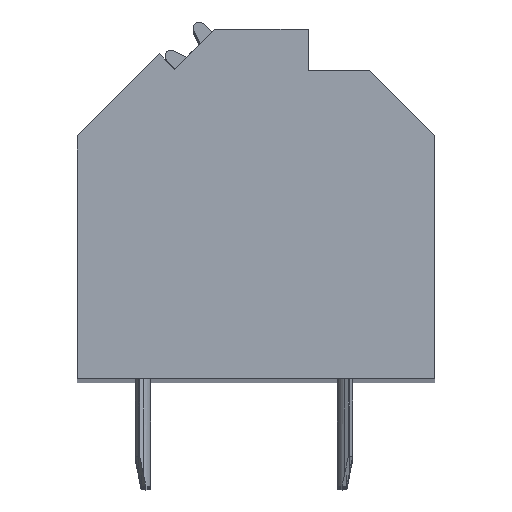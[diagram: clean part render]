
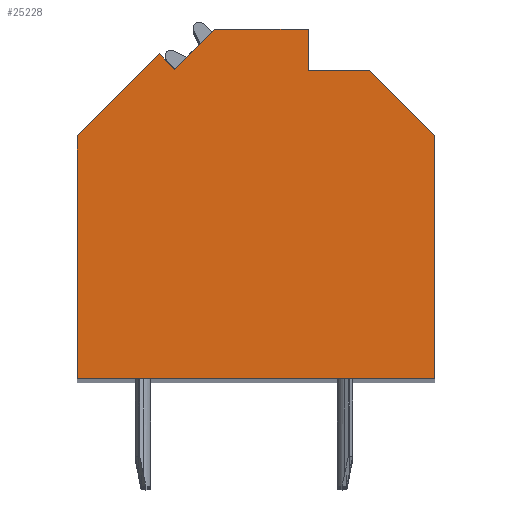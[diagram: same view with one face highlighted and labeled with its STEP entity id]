
A CAD part, top view. The second image highlights one B-rep face of the part: STEP entity #25228.
In plain terms, the highlighted planar face has unit normal (0, 0, 1).
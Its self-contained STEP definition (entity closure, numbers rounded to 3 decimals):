
#7857=DIRECTION('',(-0.707,-0.707,0.));
#7858=VECTOR('',#7857,1.897);
#7859=CARTESIAN_POINT('',(-1.39,5.718,75.795));
#7860=LINE('',#7859,#7858);
#7861=DIRECTION('',(-1.,0.,0.));
#7862=VECTOR('',#7861,3.14);
#7863=CARTESIAN_POINT('',(1.75,5.718,75.795));
#7864=LINE('',#7863,#7862);
#7865=DIRECTION('',(0.,1.,0.));
#7866=VECTOR('',#7865,1.368);
#7867=CARTESIAN_POINT('',(1.75,4.35,75.795));
#7868=LINE('',#7867,#7866);
#7869=DIRECTION('',(-1.,0.,0.));
#7870=VECTOR('',#7869,2.05);
#7871=CARTESIAN_POINT('',(3.8,4.35,75.795));
#7872=LINE('',#7871,#7870);
#7873=DIRECTION('',(-0.707,0.707,0.));
#7874=VECTOR('',#7873,3.111);
#7875=CARTESIAN_POINT('',(6.,2.15,75.795));
#7876=LINE('',#7875,#7874);
#7877=DIRECTION('',(0.,1.,0.));
#7878=VECTOR('',#7877,8.15);
#7879=CARTESIAN_POINT('',(6.,-6.,75.795));
#7880=LINE('',#7879,#7878);
#7881=DIRECTION('',(1.,0.,0.));
#7882=VECTOR('',#7881,12.);
#7883=CARTESIAN_POINT('',(-6.,-6.,75.795));
#7884=LINE('',#7883,#7882);
#7885=DIRECTION('',(0.,-1.,0.));
#7886=VECTOR('',#7885,8.14);
#7887=CARTESIAN_POINT('',(-6.,2.14,75.795));
#7888=LINE('',#7887,#7886);
#7889=DIRECTION('',(-0.707,-0.707,0.));
#7890=VECTOR('',#7889,3.892);
#7891=CARTESIAN_POINT('',(-3.248,4.892,75.795));
#7892=LINE('',#7891,#7890);
#7893=DIRECTION('',(-0.707,0.707,0.));
#7894=VECTOR('',#7893,0.73);
#7895=CARTESIAN_POINT('',(-2.732,4.376,75.795));
#7896=LINE('',#7895,#7894);
#11725=CARTESIAN_POINT('',(-1.39,5.718,75.795));
#11726=CARTESIAN_POINT('',(-2.732,4.376,75.795));
#11727=VERTEX_POINT('',#11725);
#11728=VERTEX_POINT('',#11726);
#11729=CARTESIAN_POINT('',(-3.248,4.892,75.795));
#11730=VERTEX_POINT('',#11729);
#11731=CARTESIAN_POINT('',(-6.,2.14,75.795));
#11732=VERTEX_POINT('',#11731);
#11733=CARTESIAN_POINT('',(-6.,-6.,75.795));
#11734=VERTEX_POINT('',#11733);
#11735=CARTESIAN_POINT('',(6.,-6.,75.795));
#11736=VERTEX_POINT('',#11735);
#11737=CARTESIAN_POINT('',(6.,2.15,75.795));
#11738=VERTEX_POINT('',#11737);
#11739=CARTESIAN_POINT('',(3.8,4.35,75.795));
#11740=VERTEX_POINT('',#11739);
#11741=CARTESIAN_POINT('',(1.75,4.35,75.795));
#11742=VERTEX_POINT('',#11741);
#11743=CARTESIAN_POINT('',(1.75,5.718,75.795));
#11744=VERTEX_POINT('',#11743);
#25211=CARTESIAN_POINT('',(0.,0.,75.795));
#25212=DIRECTION('',(0.,0.,1.));
#25213=DIRECTION('',(1.,0.,0.));
#25214=AXIS2_PLACEMENT_3D('',#25211,#25212,#25213);
#25215=PLANE('',#25214);
#25216=ORIENTED_EDGE('',*,*,#15770,.F.);
#25217=ORIENTED_EDGE('',*,*,#19764,.F.);
#25218=ORIENTED_EDGE('',*,*,#19778,.F.);
#25219=ORIENTED_EDGE('',*,*,#19792,.F.);
#25220=ORIENTED_EDGE('',*,*,#19806,.F.);
#25221=ORIENTED_EDGE('',*,*,#19820,.F.);
#25222=ORIENTED_EDGE('',*,*,#19834,.F.);
#25223=ORIENTED_EDGE('',*,*,#20571,.F.);
#25224=ORIENTED_EDGE('',*,*,#21161,.F.);
#25225=ORIENTED_EDGE('',*,*,#15308,.F.);
#25226=EDGE_LOOP('',(#25216,#25217,#25218,#25219,#25220,#25221,#25222,#25223,
#25224,#25225));
#25227=FACE_OUTER_BOUND('',#25226,.F.);
#15308=EDGE_CURVE('',#11728,#11730,#7896,.T.);
#15770=EDGE_CURVE('',#11727,#11728,#7860,.T.);
#19764=EDGE_CURVE('',#11744,#11727,#7864,.T.);
#19778=EDGE_CURVE('',#11742,#11744,#7868,.T.);
#19792=EDGE_CURVE('',#11740,#11742,#7872,.T.);
#19806=EDGE_CURVE('',#11738,#11740,#7876,.T.);
#19820=EDGE_CURVE('',#11736,#11738,#7880,.T.);
#19834=EDGE_CURVE('',#11734,#11736,#7884,.T.);
#20571=EDGE_CURVE('',#11732,#11734,#7888,.T.);
#21161=EDGE_CURVE('',#11730,#11732,#7892,.T.);
#25228=ADVANCED_FACE('',(#25227),#25215,.T.);
